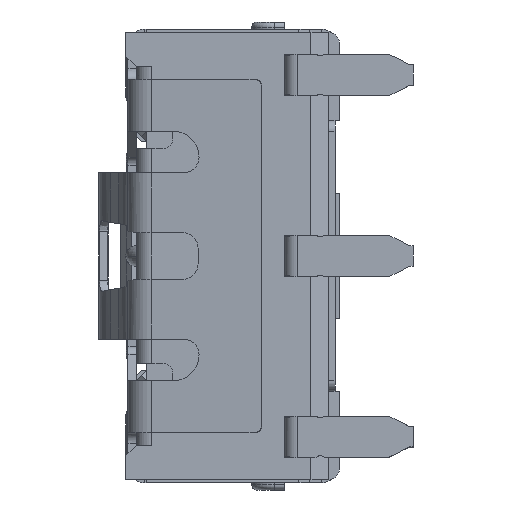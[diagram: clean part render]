
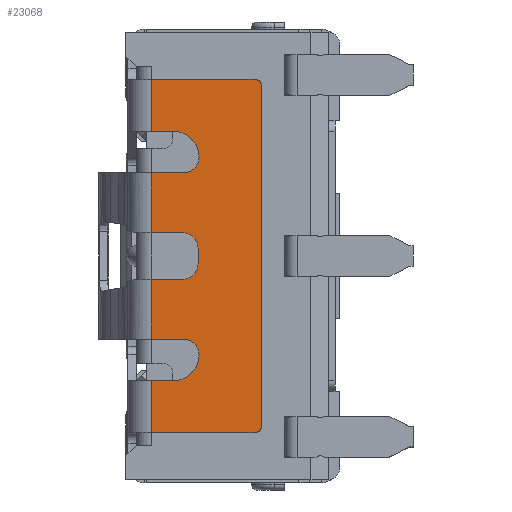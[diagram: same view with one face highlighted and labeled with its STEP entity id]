
A CAD part, left-side view. The second image highlights one B-rep face of the part: STEP entity #23068.
In plain terms, the highlighted planar face has unit normal (-0.998, 0.07, 0).
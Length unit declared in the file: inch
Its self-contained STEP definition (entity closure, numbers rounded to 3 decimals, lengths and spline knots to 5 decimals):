
#5463=DIRECTION('',(0.,0.,-1.));
#5464=VECTOR('',#5463,0.0575);
#5465=CARTESIAN_POINT('',(-0.32294,0.19567,-0.0225));
#5466=LINE('',#5465,#5464);
#5487=DIRECTION('',(0.07,0.998,0.));
#5488=VECTOR('',#5487,0.09916);
#5489=CARTESIAN_POINT('',(-0.32986,0.09675,0.17));
#5490=LINE('',#5489,#5488);
#5491=CARTESIAN_POINT('',(-0.32986,0.09675,0.163));
#5492=DIRECTION('',(-0.998,0.07,0.));
#5493=DIRECTION('',(-0.07,-0.998,0.));
#5494=AXIS2_PLACEMENT_3D('',#5491,#5492,#5493);
#5496=DIRECTION('',(0.,0.,1.));
#5497=VECTOR('',#5496,0.326);
#5498=CARTESIAN_POINT('',(-0.33035,0.08977,-0.163));
#5499=LINE('',#5498,#5497);
#5500=CARTESIAN_POINT('',(-0.32986,0.09675,-0.163));
#5501=DIRECTION('',(-0.998,0.07,0.));
#5502=DIRECTION('',(0.,0.,-1.));
#5503=AXIS2_PLACEMENT_3D('',#5500,#5501,#5502);
#5505=DIRECTION('',(-0.07,-0.998,0.));
#5506=VECTOR('',#5505,0.09916);
#5507=CARTESIAN_POINT('',(-0.32294,0.19567,-0.17));
#5508=LINE('',#5507,#5506);
#5509=DIRECTION('',(0.07,0.998,0.));
#5510=VECTOR('',#5509,0.02116);
#5511=CARTESIAN_POINT('',(-0.32442,0.17456,-0.12));
#5512=LINE('',#5511,#5510);
#5513=DIRECTION('',(0.07,0.998,0.));
#5514=VECTOR('',#5513,0.03116);
#5515=CARTESIAN_POINT('',(-0.32512,0.16459,-0.08));
#5516=LINE('',#5515,#5514);
#5517=DIRECTION('',(0.07,0.998,0.));
#5518=VECTOR('',#5517,0.03016);
#5519=CARTESIAN_POINT('',(-0.32505,0.16559,-0.0225));
#5520=LINE('',#5519,#5518);
#5521=DIRECTION('',(0.,0.,-1.));
#5522=VECTOR('',#5521,0.015);
#5523=CARTESIAN_POINT('',(-0.32609,0.15062,0.0075));
#5524=LINE('',#5523,#5522);
#5525=DIRECTION('',(-0.07,-0.998,0.));
#5526=VECTOR('',#5525,0.03016);
#5527=CARTESIAN_POINT('',(-0.32294,0.19567,0.0225));
#5528=LINE('',#5527,#5526);
#5529=DIRECTION('',(0.07,0.998,0.));
#5530=VECTOR('',#5529,0.03116);
#5531=CARTESIAN_POINT('',(-0.32512,0.16459,0.08));
#5532=LINE('',#5531,#5530);
#5533=DIRECTION('',(0.07,0.998,0.));
#5534=VECTOR('',#5533,0.02116);
#5535=CARTESIAN_POINT('',(-0.32442,0.17456,0.12));
#5536=LINE('',#5535,#5534);
#5537=DIRECTION('',(0.,0.,-1.));
#5538=VECTOR('',#5537,0.05);
#5539=CARTESIAN_POINT('',(-0.32294,0.19567,0.17));
#5540=LINE('',#5539,#5538);
#5568=CARTESIAN_POINT('',(-0.32442,0.17456,0.095));
#5569=DIRECTION('',(0.998,-0.07,0.));
#5570=DIRECTION('',(0.,0.,1.));
#5571=AXIS2_PLACEMENT_3D('',#5568,#5569,#5570);
#5573=CARTESIAN_POINT('',(-0.32512,0.16459,0.095));
#5574=DIRECTION('',(0.998,-0.07,0.));
#5575=DIRECTION('',(-0.07,-0.998,0.));
#5576=AXIS2_PLACEMENT_3D('',#5573,#5574,#5575);
#5591=DIRECTION('',(0.,0.,-1.));
#5592=VECTOR('',#5591,0.0575);
#5593=CARTESIAN_POINT('',(-0.32294,0.19567,0.08));
#5594=LINE('',#5593,#5592);
#5619=CARTESIAN_POINT('',(-0.32505,0.16559,0.0075));
#5620=DIRECTION('',(0.998,-0.07,0.));
#5621=DIRECTION('',(0.,0.,1.));
#5622=AXIS2_PLACEMENT_3D('',#5619,#5620,#5621);
#5637=CARTESIAN_POINT('',(-0.32505,0.16559,-0.0075));
#5638=DIRECTION('',(0.998,-0.07,0.));
#5639=DIRECTION('',(-0.07,-0.998,0.));
#5640=AXIS2_PLACEMENT_3D('',#5637,#5638,#5639);
#5805=CARTESIAN_POINT('',(-0.32442,0.17456,-0.095));
#5806=DIRECTION('',(0.998,-0.07,0.));
#5807=DIRECTION('',(-0.07,-0.998,0.));
#5808=AXIS2_PLACEMENT_3D('',#5805,#5806,#5807);
#5828=CARTESIAN_POINT('',(-0.32512,0.16459,-0.095));
#5829=DIRECTION('',(0.998,-0.07,0.));
#5830=DIRECTION('',(0.,0.,1.));
#5831=AXIS2_PLACEMENT_3D('',#5828,#5829,#5830);
#5849=DIRECTION('',(0.,0.,-1.));
#5850=VECTOR('',#5849,0.05);
#5851=CARTESIAN_POINT('',(-0.32294,0.19567,-0.12));
#5852=LINE('',#5851,#5850);
#14715=CARTESIAN_POINT('',(-0.32609,0.15062,0.0075));
#14716=CARTESIAN_POINT('',(-0.32609,0.15062,-0.0075));
#14717=VERTEX_POINT('',#14715);
#14718=VERTEX_POINT('',#14716);
#14723=CARTESIAN_POINT('',(-0.32505,0.16559,0.0225));
#14724=VERTEX_POINT('',#14723);
#14727=CARTESIAN_POINT('',(-0.32505,0.16559,-0.0225));
#14728=VERTEX_POINT('',#14727);
#14731=CARTESIAN_POINT('',(-0.32512,0.16459,-0.08));
#14733=VERTEX_POINT('',#14731);
#14735=CARTESIAN_POINT('',(-0.32512,0.16459,0.08));
#14737=VERTEX_POINT('',#14735);
#14740=CARTESIAN_POINT('',(-0.32616,0.14962,0.095));
#14742=VERTEX_POINT('',#14740);
#14744=CARTESIAN_POINT('',(-0.32442,0.17456,0.12));
#14746=VERTEX_POINT('',#14744);
#14747=CARTESIAN_POINT('',(-0.32616,0.14962,-0.095));
#14749=VERTEX_POINT('',#14747);
#14751=CARTESIAN_POINT('',(-0.32442,0.17456,-0.12));
#14753=VERTEX_POINT('',#14751);
#15026=CARTESIAN_POINT('',(-0.32294,0.19567,0.0225));
#15027=VERTEX_POINT('',#15026);
#15028=CARTESIAN_POINT('',(-0.32294,0.19567,-0.0225));
#15029=VERTEX_POINT('',#15028);
#15034=CARTESIAN_POINT('',(-0.32294,0.19567,-0.08));
#15035=VERTEX_POINT('',#15034);
#15036=CARTESIAN_POINT('',(-0.32294,0.19567,0.08));
#15037=VERTEX_POINT('',#15036);
#15049=CARTESIAN_POINT('',(-0.32294,0.19567,0.12));
#15051=VERTEX_POINT('',#15049);
#15057=CARTESIAN_POINT('',(-0.32294,0.19567,-0.12));
#15059=VERTEX_POINT('',#15057);
#15065=CARTESIAN_POINT('',(-0.32294,0.19567,0.17));
#15067=VERTEX_POINT('',#15065);
#15073=CARTESIAN_POINT('',(-0.32294,0.19567,-0.17));
#15075=VERTEX_POINT('',#15073);
#15145=CARTESIAN_POINT('',(-0.33035,0.08977,-0.163));
#15147=VERTEX_POINT('',#15145);
#15150=CARTESIAN_POINT('',(-0.32986,0.09675,-0.17));
#15151=VERTEX_POINT('',#15150);
#15153=CARTESIAN_POINT('',(-0.32986,0.09675,0.17));
#15155=VERTEX_POINT('',#15153);
#15158=CARTESIAN_POINT('',(-0.33035,0.08977,0.163));
#15159=VERTEX_POINT('',#15158);
#23018=CARTESIAN_POINT('',(-0.27538,0.87585,0.));
#23019=DIRECTION('',(0.998,-0.07,0.));
#23020=DIRECTION('',(0.,0.,-1.));
#23021=AXIS2_PLACEMENT_3D('',#23018,#23019,#23020);
#23022=PLANE('',#23021);
#23024=ORIENTED_EDGE('',*,*,#23023,.F.);
#23026=ORIENTED_EDGE('',*,*,#23025,.F.);
#23028=ORIENTED_EDGE('',*,*,#23027,.F.);
#23030=ORIENTED_EDGE('',*,*,#23029,.F.);
#23032=ORIENTED_EDGE('',*,*,#23031,.F.);
#23034=ORIENTED_EDGE('',*,*,#23033,.F.);
#23036=ORIENTED_EDGE('',*,*,#23035,.F.);
#23038=ORIENTED_EDGE('',*,*,#23037,.F.);
#23040=ORIENTED_EDGE('',*,*,#23039,.F.);
#23042=ORIENTED_EDGE('',*,*,#23041,.F.);
#23044=ORIENTED_EDGE('',*,*,#23043,.T.);
#23045=ORIENTED_EDGE('',*,*,#23006,.F.);
#23047=ORIENTED_EDGE('',*,*,#23046,.F.);
#23049=ORIENTED_EDGE('',*,*,#23048,.F.);
#23051=ORIENTED_EDGE('',*,*,#23050,.F.);
#23053=ORIENTED_EDGE('',*,*,#23052,.F.);
#23055=ORIENTED_EDGE('',*,*,#23054,.F.);
#23057=ORIENTED_EDGE('',*,*,#23056,.F.);
#23059=ORIENTED_EDGE('',*,*,#23058,.F.);
#23061=ORIENTED_EDGE('',*,*,#23060,.F.);
#23063=ORIENTED_EDGE('',*,*,#23062,.F.);
#23065=ORIENTED_EDGE('',*,*,#23064,.T.);
#23066=EDGE_LOOP('',(#23024,#23026,#23028,#23030,#23032,#23034,#23036,#23038,
#23040,#23042,#23044,#23045,#23047,#23049,#23051,#23053,#23055,#23057,#23059,
#23061,#23063,#23065));
#23067=FACE_OUTER_BOUND('',#23066,.F.);
#23068=ADVANCED_FACE('',(#23067),#23022,.F.);
#5495=CIRCLE('',#5494,0.007);
#5504=CIRCLE('',#5503,0.007);
#5572=CIRCLE('',#5571,0.025);
#5577=CIRCLE('',#5576,0.015);
#5623=CIRCLE('',#5622,0.015);
#5641=CIRCLE('',#5640,0.015);
#5809=CIRCLE('',#5808,0.025);
#5832=CIRCLE('',#5831,0.015);
#23006=EDGE_CURVE('',#15029,#15035,#5466,.T.);
#23023=EDGE_CURVE('',#15067,#15051,#5540,.T.);
#23025=EDGE_CURVE('',#15155,#15067,#5490,.T.);
#23027=EDGE_CURVE('',#15159,#15155,#5495,.T.);
#23029=EDGE_CURVE('',#15147,#15159,#5499,.T.);
#23031=EDGE_CURVE('',#15151,#15147,#5504,.T.);
#23033=EDGE_CURVE('',#15075,#15151,#5508,.T.);
#23035=EDGE_CURVE('',#15059,#15075,#5852,.T.);
#23037=EDGE_CURVE('',#14753,#15059,#5512,.T.);
#23039=EDGE_CURVE('',#14749,#14753,#5809,.T.);
#23041=EDGE_CURVE('',#14733,#14749,#5832,.T.);
#23043=EDGE_CURVE('',#14733,#15035,#5516,.T.);
#23046=EDGE_CURVE('',#14728,#15029,#5520,.T.);
#23048=EDGE_CURVE('',#14718,#14728,#5641,.T.);
#23050=EDGE_CURVE('',#14717,#14718,#5524,.T.);
#23052=EDGE_CURVE('',#14724,#14717,#5623,.T.);
#23054=EDGE_CURVE('',#15027,#14724,#5528,.T.);
#23056=EDGE_CURVE('',#15037,#15027,#5594,.T.);
#23058=EDGE_CURVE('',#14737,#15037,#5532,.T.);
#23060=EDGE_CURVE('',#14742,#14737,#5577,.T.);
#23062=EDGE_CURVE('',#14746,#14742,#5572,.T.);
#23064=EDGE_CURVE('',#14746,#15051,#5536,.T.);
